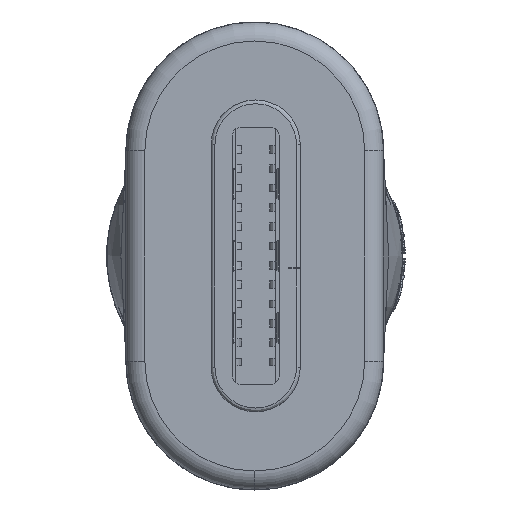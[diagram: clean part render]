
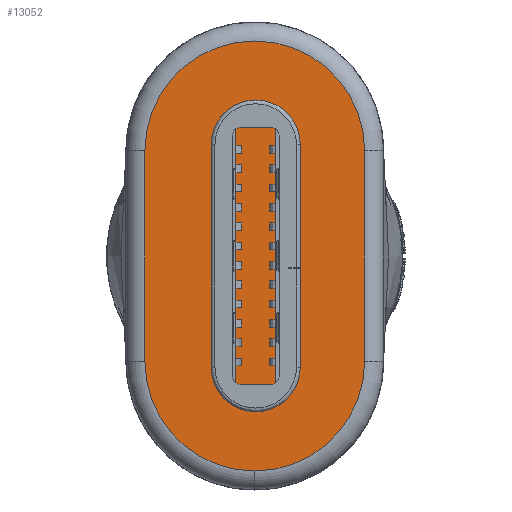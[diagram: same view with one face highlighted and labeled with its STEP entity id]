
A CAD part, left-side view. The second image highlights one B-rep face of the part: STEP entity #13052.
In plain terms, the highlighted planar face has unit normal (-1, 0, 0).
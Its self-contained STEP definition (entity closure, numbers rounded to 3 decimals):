
#471 = ORIENTED_EDGE ( 'NONE', *, *, #21650, .T. ) ;
#1240 = VERTEX_POINT ( 'NONE', #27309 ) ;
#1348 = VERTEX_POINT ( 'NONE', #11151 ) ;
#1575 = EDGE_CURVE ( 'NONE', #23783, #1348, #12780, .T. ) ;
#5436 = DIRECTION ( 'NONE',  ( -1., 0., 0. ) ) ;
#6373 = AXIS2_PLACEMENT_3D ( 'NONE', #13739, #26721, #13094 ) ;
#7364 = PLANE ( 'NONE',  #6373 ) ;
#7475 = ORIENTED_EDGE ( 'NONE', *, *, #19229, .T. ) ;
#7840 = CARTESIAN_POINT ( 'NONE',  ( 0., 2.9, 2.775 ) ) ;
#7941 = ORIENTED_EDGE ( 'NONE', *, *, #1575, .T. ) ;
#8590 = ORIENTED_EDGE ( 'NONE', *, *, #11105, .T. ) ;
#11105 = EDGE_CURVE ( 'NONE', #1240, #39990, #40945, .T. ) ;
#11151 = CARTESIAN_POINT ( 'NONE',  ( 0., 2.9, -2.775 ) ) ;
#11280 = AXIS2_PLACEMENT_3D ( 'NONE', #40928, #31384, #28194 ) ;
#12427 = CARTESIAN_POINT ( 'NONE',  ( 0., 0., -2.775 ) ) ;
#12780 = LINE ( 'NONE', #19421, #15597 ) ;
#13052 = ADVANCED_FACE ( 'NONE', ( #19933 ), #7364, .F. ) ;
#13094 = DIRECTION ( 'NONE',  ( 0., 0., -1. ) ) ;
#13318 = EDGE_CURVE ( 'NONE', #1348, #1240, #40287, .T. ) ;
#13739 = CARTESIAN_POINT ( 'NONE',  ( 0., 0., 2.775 ) ) ;
#15597 = VECTOR ( 'NONE', #32362, 1000. ) ;
#15836 = DIRECTION ( 'NONE',  ( 0., 0., -1. ) ) ;
#17202 = CARTESIAN_POINT ( 'NONE',  ( 0., -2.9, 2.775 ) ) ;
#19023 = DIRECTION ( 'NONE',  ( -1., 0., 0. ) ) ;
#19229 = EDGE_CURVE ( 'NONE', #30486, #23783, #26917, .T. ) ;
#19421 = CARTESIAN_POINT ( 'NONE',  ( 0., 2.9, 2.775 ) ) ;
#19933 = FACE_OUTER_BOUND ( 'NONE', #40382, .T. ) ;
#21516 = ORIENTED_EDGE ( 'NONE', *, *, #13318, .T. ) ;
#21557 = LINE ( 'NONE', #28961, #39480 ) ;
#21586 = CARTESIAN_POINT ( 'NONE',  ( 0., 0., -2.775 ) ) ;
#21650 = EDGE_CURVE ( 'NONE', #39990, #30486, #21557, .T. ) ;
#23783 = VERTEX_POINT ( 'NONE', #7840 ) ;
#26721 = DIRECTION ( 'NONE',  ( 1., 0., 0. ) ) ;
#26917 = CIRCLE ( 'NONE', #11280, 2.9 ) ;
#27309 = CARTESIAN_POINT ( 'NONE',  ( 0., 0., -5.675 ) ) ;
#28194 = DIRECTION ( 'NONE',  ( 0., 0., -1. ) ) ;
#28961 = CARTESIAN_POINT ( 'NONE',  ( 0., -2.9, 2.775 ) ) ;
#30486 = VERTEX_POINT ( 'NONE', #17202 ) ;
#30552 = CARTESIAN_POINT ( 'NONE',  ( 0., -2.9, -2.775 ) ) ;
#31384 = DIRECTION ( 'NONE',  ( -1., 0., 0. ) ) ;
#31493 = AXIS2_PLACEMENT_3D ( 'NONE', #12427, #19023, #15836 ) ;
#32362 = DIRECTION ( 'NONE',  ( 0., 0., -1. ) ) ;
#34499 = DIRECTION ( 'NONE',  ( 0., 0., 1. ) ) ;
#38226 = AXIS2_PLACEMENT_3D ( 'NONE', #21586, #5436, #41305 ) ;
#39480 = VECTOR ( 'NONE', #34499, 1000. ) ;
#39990 = VERTEX_POINT ( 'NONE', #30552 ) ;
#40287 = CIRCLE ( 'NONE', #31493, 2.9 ) ;
#40382 = EDGE_LOOP ( 'NONE', ( #21516, #8590, #471, #7475, #7941 ) ) ;
#40928 = CARTESIAN_POINT ( 'NONE',  ( 0., 0., 2.775 ) ) ;
#40945 = CIRCLE ( 'NONE', #38226, 2.9 ) ;
#41305 = DIRECTION ( 'NONE',  ( 0., 0., -1. ) ) ;
